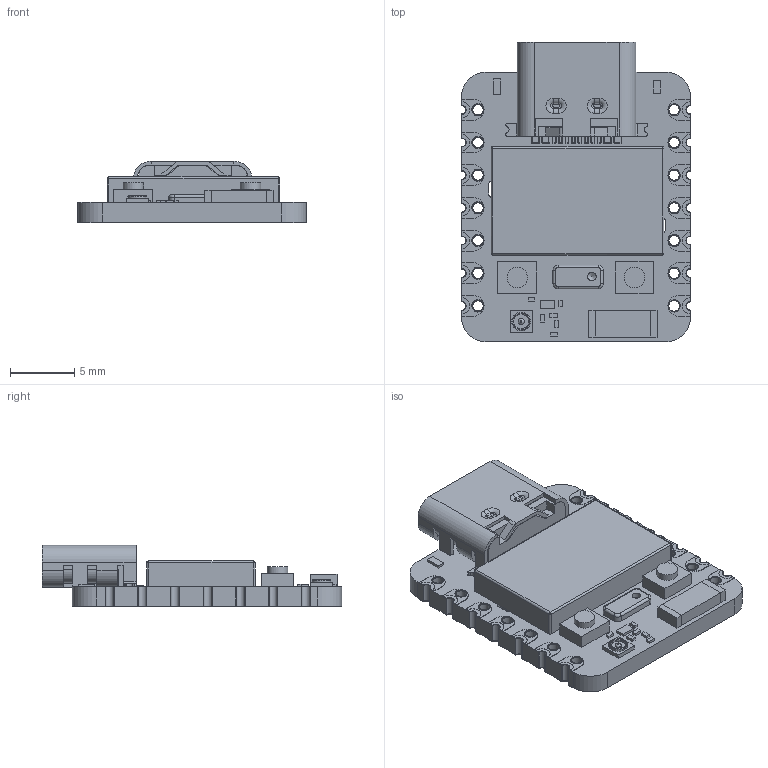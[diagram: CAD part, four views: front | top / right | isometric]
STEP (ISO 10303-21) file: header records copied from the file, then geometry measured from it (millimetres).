
FILE_DESCRIPTION(/* description */ ('STEP AP242','CAx-IF Rec.Pracs.---Representation and Presentation of Product Manufacturing Information (PMI)---4.0---2014-10-13','CAx-IF Rec.Pracs.---3D Tessellated Geometry---0.4---2014-09-14','2;1'),/* implementation_level */ '2;1');
FILE_NAME(/* name */ '689b10d690df89384bca791c',/* time_stamp */ '2025-08-12T10:00:56Z',/* author */ (''),/* organization */ (''),/* preprocessor_version */ 'ST-DEVELOPER v20',/* originating_system */ 'ONSHAPE BY PTC INC, 1.202',/* authorisation */ ' ');
FILE_SCHEMA (('AP242_MANAGED_MODEL_BASED_3D_ENGINEERING_MIM_LF { 1 0 10303 442 1 1 4 }'));
Length unit declared in the file: metre
Products named in the file (188): Component26; USB_type_C_smd_12ps v1; Component17; XIAO nRF54l15_pad; Component23; shield; Component15; Component10; XIAO nRF54l15_PCB; Component21; Component22; Component24; Component25; Component20; Component16; Component12; Component13; Component14; Component18; Component19
Bounding box: 17.79 x 23.28 x 4.76 mm (x, y, z)
Volume: 748.5 mm3; surface area: 2647.8 mm2
Topology: 188 solids, 188 shells, 1590 faces, 3471 edges, 2242 vertices
Faces by surface type: plane 1005, cylinder 514, torus 41, sphere 24, bspline 4, cone 2
Full cylindrical faces by diameter (mm): 0.102 x1, 0.455 x1, 0.65 x4, 0.667 x1, 0.8 x65, 0.839 x5, 0.85 x26, 0.889 x2, 0.95 x28, 1.143 x8, 1.166 x1, 1.454 x1, 1.596 x1, 1.6 x8, 1.615 x1
Entity records: 50398 total; most frequent: DIRECTION 7866, CARTESIAN_POINT 7437, ORIENTED_EDGE 6558, EDGE_CURVE 3279, AXIS2_PLACEMENT_3D 2828, VERTEX_POINT 2239, LINE 2210, VECTOR 2210
